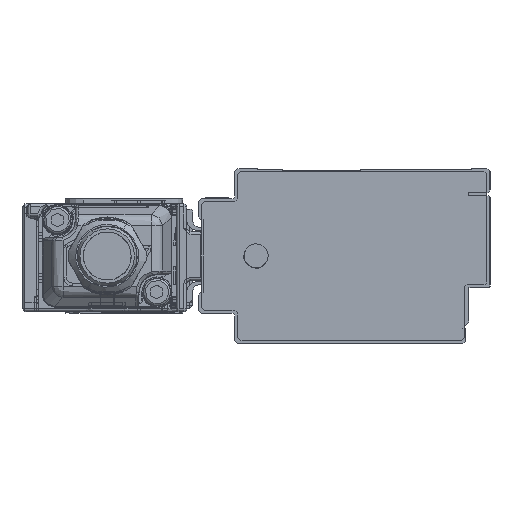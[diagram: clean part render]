
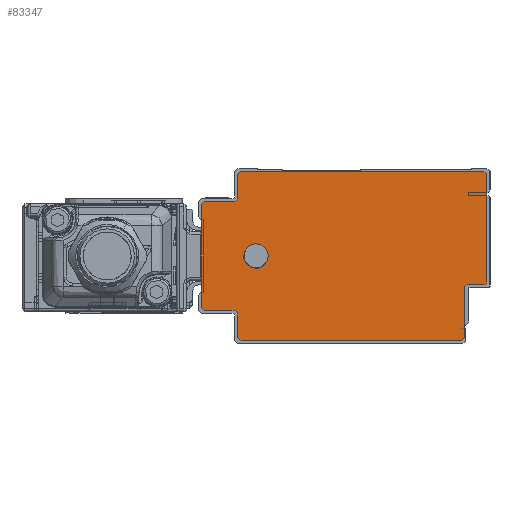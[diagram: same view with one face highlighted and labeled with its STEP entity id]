
A CAD part, left-side view. The second image highlights one B-rep face of the part: STEP entity #83347.
In plain terms, the highlighted planar face has unit normal (-1, 0, 0).
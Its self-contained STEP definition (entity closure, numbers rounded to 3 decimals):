
#80619=AXIS2_PLACEMENT_3D('Circle Axis2P3D',#80617,#80618,$) ;
#80657=AXIS2_PLACEMENT_3D('Circle Axis2P3D',#80655,#80656,$) ;
#80695=AXIS2_PLACEMENT_3D('Circle Axis2P3D',#80693,#80694,$) ;
#80733=AXIS2_PLACEMENT_3D('Circle Axis2P3D',#80731,#80732,$) ;
#83230=AXIS2_PLACEMENT_3D('Plane Axis2P3D',#83227,#83228,#83229) ;
#83234=AXIS2_PLACEMENT_3D('Circle Axis2P3D',#83232,#83233,$) ;
#83248=AXIS2_PLACEMENT_3D('Circle Axis2P3D',#83246,#83247,$) ;
#83262=AXIS2_PLACEMENT_3D('Circle Axis2P3D',#83260,#83261,$) ;
#83276=AXIS2_PLACEMENT_3D('Circle Axis2P3D',#83274,#83275,$) ;
#83290=AXIS2_PLACEMENT_3D('Circle Axis2P3D',#83288,#83289,$) ;
#83304=AXIS2_PLACEMENT_3D('Circle Axis2P3D',#83302,#83303,$) ;
#83331=AXIS2_PLACEMENT_3D('Circle Axis2P3D',#83329,#83330,$) ;
#83340=AXIS2_PLACEMENT_3D('Circle Axis2P3D',#83338,#83339,$) ;
#80575=CARTESIAN_POINT('Line Origine',(-3175.5,44.,14.5)) ;
#80579=CARTESIAN_POINT('Vertex',(-3175.5,44.,6.)) ;
#80581=CARTESIAN_POINT('Vertex',(-3175.5,44.,23.)) ;
#80617=CARTESIAN_POINT('Axis2P3D Location',(-3175.5,43.5,23.)) ;
#80621=CARTESIAN_POINT('Vertex',(-3175.5,43.5,23.5)) ;
#80636=CARTESIAN_POINT('Line Origine',(-3175.5,41.25,23.5)) ;
#80640=CARTESIAN_POINT('Vertex',(-3175.5,39.,23.5)) ;
#80655=CARTESIAN_POINT('Axis2P3D Location',(-3175.5,39.,24.5)) ;
#80659=CARTESIAN_POINT('Vertex',(-3175.5,38.,24.5)) ;
#80674=CARTESIAN_POINT('Line Origine',(-3175.5,38.,26.25)) ;
#80678=CARTESIAN_POINT('Vertex',(-3175.5,38.,28.)) ;
#80693=CARTESIAN_POINT('Axis2P3D Location',(-3175.5,37.5,28.)) ;
#80697=CARTESIAN_POINT('Vertex',(-3175.5,37.5,28.5)) ;
#80712=CARTESIAN_POINT('Line Origine',(-3175.5,17.25,28.5)) ;
#80716=CARTESIAN_POINT('Vertex',(-3175.5,-3.,28.5)) ;
#80731=CARTESIAN_POINT('Axis2P3D Location',(-3175.5,-3.,28.)) ;
#80735=CARTESIAN_POINT('Vertex',(-3175.5,-3.5,28.)) ;
#80750=CARTESIAN_POINT('Line Origine',(-3175.5,-3.5,19.1)) ;
#80754=CARTESIAN_POINT('Vertex',(-3175.5,-3.5,10.2)) ;
#83227=CARTESIAN_POINT('Axis2P3D Location',(-3175.5,0.,0.)) ;
#83232=CARTESIAN_POINT('Axis2P3D Location',(-3175.5,43.5,6.)) ;
#83236=CARTESIAN_POINT('Vertex',(-3175.5,43.5,5.5)) ;
#83239=CARTESIAN_POINT('Line Origine',(-3175.5,41.25,5.5)) ;
#83243=CARTESIAN_POINT('Vertex',(-3175.5,39.,5.5)) ;
#83246=CARTESIAN_POINT('Axis2P3D Location',(-3175.5,39.,4.5)) ;
#83250=CARTESIAN_POINT('Vertex',(-3175.5,38.,4.5)) ;
#83253=CARTESIAN_POINT('Line Origine',(-3175.5,38.,2.75)) ;
#83257=CARTESIAN_POINT('Vertex',(-3175.5,38.,1.)) ;
#83260=CARTESIAN_POINT('Axis2P3D Location',(-3175.5,37.5,1.)) ;
#83264=CARTESIAN_POINT('Vertex',(-3175.5,37.5,0.5)) ;
#83267=CARTESIAN_POINT('Line Origine',(-3175.5,19.15,0.5)) ;
#83271=CARTESIAN_POINT('Vertex',(-3175.5,0.8,0.5)) ;
#83274=CARTESIAN_POINT('Axis2P3D Location',(-3175.5,0.8,1.)) ;
#83278=CARTESIAN_POINT('Vertex',(-3175.5,0.3,1.)) ;
#83281=CARTESIAN_POINT('Line Origine',(-3175.5,0.3,5.1)) ;
#83285=CARTESIAN_POINT('Vertex',(-3175.5,0.3,9.2)) ;
#83288=CARTESIAN_POINT('Axis2P3D Location',(-3175.5,-0.2,9.2)) ;
#83292=CARTESIAN_POINT('Vertex',(-3175.5,-0.2,9.7)) ;
#83295=CARTESIAN_POINT('Line Origine',(-3175.5,-1.6,9.7)) ;
#83299=CARTESIAN_POINT('Vertex',(-3175.5,-3.,9.7)) ;
#83302=CARTESIAN_POINT('Axis2P3D Location',(-3175.5,-3.,10.2)) ;
#83329=CARTESIAN_POINT('Axis2P3D Location',(-3175.5,35.,14.5)) ;
#83333=CARTESIAN_POINT('Vertex',(-3175.5,33.186,13.509)) ;
#83335=CARTESIAN_POINT('Vertex',(-3175.5,36.814,15.491)) ;
#83338=CARTESIAN_POINT('Axis2P3D Location',(-3175.5,35.,14.5)) ;
#80576=DIRECTION('Vector Direction',(0.,0.,1.)) ;
#80618=DIRECTION('Axis2P3D Direction',(1.,0.,0.)) ;
#80637=DIRECTION('Vector Direction',(0.,1.,0.)) ;
#80656=DIRECTION('Axis2P3D Direction',(1.,0.,0.)) ;
#80675=DIRECTION('Vector Direction',(0.,0.,1.)) ;
#80694=DIRECTION('Axis2P3D Direction',(1.,0.,0.)) ;
#80713=DIRECTION('Vector Direction',(0.,1.,0.)) ;
#80732=DIRECTION('Axis2P3D Direction',(1.,0.,-0.)) ;
#80751=DIRECTION('Vector Direction',(0.,0.,-1.)) ;
#83228=DIRECTION('Axis2P3D Direction',(1.,0.,0.)) ;
#83229=DIRECTION('Axis2P3D XDirection',(0.,1.,0.)) ;
#83233=DIRECTION('Axis2P3D Direction',(1.,0.,0.)) ;
#83240=DIRECTION('Vector Direction',(0.,-1.,0.)) ;
#83247=DIRECTION('Axis2P3D Direction',(1.,0.,0.)) ;
#83254=DIRECTION('Vector Direction',(0.,0.,1.)) ;
#83261=DIRECTION('Axis2P3D Direction',(1.,0.,0.)) ;
#83268=DIRECTION('Vector Direction',(0.,-1.,0.)) ;
#83275=DIRECTION('Axis2P3D Direction',(1.,0.,0.)) ;
#83282=DIRECTION('Vector Direction',(0.,0.,-1.)) ;
#83289=DIRECTION('Axis2P3D Direction',(1.,0.,0.)) ;
#83296=DIRECTION('Vector Direction',(0.,1.,0.)) ;
#83303=DIRECTION('Axis2P3D Direction',(1.,0.,0.)) ;
#83330=DIRECTION('Axis2P3D Direction',(1.,0.,0.)) ;
#83339=DIRECTION('Axis2P3D Direction',(1.,0.,0.)) ;
#80577=VECTOR('Line Direction',#80576,1.) ;
#80638=VECTOR('Line Direction',#80637,1.) ;
#80676=VECTOR('Line Direction',#80675,1.) ;
#80714=VECTOR('Line Direction',#80713,1.) ;
#80752=VECTOR('Line Direction',#80751,1.) ;
#83241=VECTOR('Line Direction',#83240,1.) ;
#83255=VECTOR('Line Direction',#83254,1.) ;
#83269=VECTOR('Line Direction',#83268,1.) ;
#83283=VECTOR('Line Direction',#83282,1.) ;
#83297=VECTOR('Line Direction',#83296,1.) ;
#83308=ORIENTED_EDGE('',*,*,#80718,.F.) ;
#83309=ORIENTED_EDGE('',*,*,#80699,.F.) ;
#83310=ORIENTED_EDGE('',*,*,#80680,.F.) ;
#83311=ORIENTED_EDGE('',*,*,#80661,.F.) ;
#83312=ORIENTED_EDGE('',*,*,#80642,.F.) ;
#83313=ORIENTED_EDGE('',*,*,#80623,.F.) ;
#83314=ORIENTED_EDGE('',*,*,#80583,.F.) ;
#83315=ORIENTED_EDGE('',*,*,#83238,.F.) ;
#83316=ORIENTED_EDGE('',*,*,#83245,.F.) ;
#83317=ORIENTED_EDGE('',*,*,#83252,.F.) ;
#83318=ORIENTED_EDGE('',*,*,#83259,.F.) ;
#83319=ORIENTED_EDGE('',*,*,#83266,.F.) ;
#83320=ORIENTED_EDGE('',*,*,#83273,.F.) ;
#83321=ORIENTED_EDGE('',*,*,#83280,.F.) ;
#83322=ORIENTED_EDGE('',*,*,#83287,.F.) ;
#83323=ORIENTED_EDGE('',*,*,#83294,.F.) ;
#83324=ORIENTED_EDGE('',*,*,#83301,.F.) ;
#83325=ORIENTED_EDGE('',*,*,#83306,.F.) ;
#83326=ORIENTED_EDGE('',*,*,#80756,.F.) ;
#83327=ORIENTED_EDGE('',*,*,#80737,.F.) ;
#83344=ORIENTED_EDGE('',*,*,#83337,.T.) ;
#83345=ORIENTED_EDGE('',*,*,#83342,.T.) ;
#83346=FACE_BOUND('',#83343,.T.) ;
#83347=ADVANCED_FACE('\X2\FF8EFF9EFF83FF9EFF68FF70\X0\.2',(#83328,#83346),#83231,.F.) ;
#80620=CIRCLE('generated circle',#80619,0.5) ;
#80658=CIRCLE('generated circle',#80657,1.) ;
#80696=CIRCLE('generated circle',#80695,0.5) ;
#80734=CIRCLE('generated circle',#80733,0.5) ;
#83235=CIRCLE('generated circle',#83234,0.5) ;
#83249=CIRCLE('generated circle',#83248,1.) ;
#83263=CIRCLE('generated circle',#83262,0.5) ;
#83277=CIRCLE('generated circle',#83276,0.5) ;
#83291=CIRCLE('generated circle',#83290,0.5) ;
#83305=CIRCLE('generated circle',#83304,0.5) ;
#83332=CIRCLE('generated circle',#83331,2.067) ;
#83341=CIRCLE('generated circle',#83340,2.067) ;
#80583=EDGE_CURVE('',#80580,#80582,#80578,.T.) ;
#80623=EDGE_CURVE('',#80582,#80622,#80620,.T.) ;
#80642=EDGE_CURVE('',#80622,#80641,#80639,.F.) ;
#80661=EDGE_CURVE('',#80641,#80660,#80658,.F.) ;
#80680=EDGE_CURVE('',#80660,#80679,#80677,.T.) ;
#80699=EDGE_CURVE('',#80679,#80698,#80696,.T.) ;
#80718=EDGE_CURVE('',#80698,#80717,#80715,.F.) ;
#80737=EDGE_CURVE('',#80717,#80736,#80734,.T.) ;
#80756=EDGE_CURVE('',#80736,#80755,#80753,.T.) ;
#83238=EDGE_CURVE('',#83237,#80580,#83235,.T.) ;
#83245=EDGE_CURVE('',#83244,#83237,#83242,.F.) ;
#83252=EDGE_CURVE('',#83251,#83244,#83249,.F.) ;
#83259=EDGE_CURVE('',#83258,#83251,#83256,.T.) ;
#83266=EDGE_CURVE('',#83265,#83258,#83263,.T.) ;
#83273=EDGE_CURVE('',#83272,#83265,#83270,.F.) ;
#83280=EDGE_CURVE('',#83279,#83272,#83277,.T.) ;
#83287=EDGE_CURVE('',#83286,#83279,#83284,.T.) ;
#83294=EDGE_CURVE('',#83293,#83286,#83291,.F.) ;
#83301=EDGE_CURVE('',#83300,#83293,#83298,.T.) ;
#83306=EDGE_CURVE('',#80755,#83300,#83305,.T.) ;
#83337=EDGE_CURVE('',#83334,#83336,#83332,.T.) ;
#83342=EDGE_CURVE('',#83336,#83334,#83341,.T.) ;
#83307=EDGE_LOOP('',(#83308,#83309,#83310,#83311,#83312,#83313,#83314,#83315,#83316,#83317,#83318,#83319,#83320,#83321,#83322,#83323,#83324,#83325,#83326,#83327)) ;
#83343=EDGE_LOOP('',(#83344,#83345)) ;
#83328=FACE_OUTER_BOUND('',#83307,.T.) ;
#80578=LINE('Line',#80575,#80577) ;
#80639=LINE('Line',#80636,#80638) ;
#80677=LINE('Line',#80674,#80676) ;
#80715=LINE('Line',#80712,#80714) ;
#80753=LINE('Line',#80750,#80752) ;
#83242=LINE('Line',#83239,#83241) ;
#83256=LINE('Line',#83253,#83255) ;
#83270=LINE('Line',#83267,#83269) ;
#83284=LINE('Line',#83281,#83283) ;
#83298=LINE('Line',#83295,#83297) ;
#83231=PLANE('Plane',#83230) ;
#80580=VERTEX_POINT('',#80579) ;
#80582=VERTEX_POINT('',#80581) ;
#80622=VERTEX_POINT('',#80621) ;
#80641=VERTEX_POINT('',#80640) ;
#80660=VERTEX_POINT('',#80659) ;
#80679=VERTEX_POINT('',#80678) ;
#80698=VERTEX_POINT('',#80697) ;
#80717=VERTEX_POINT('',#80716) ;
#80736=VERTEX_POINT('',#80735) ;
#80755=VERTEX_POINT('',#80754) ;
#83237=VERTEX_POINT('',#83236) ;
#83244=VERTEX_POINT('',#83243) ;
#83251=VERTEX_POINT('',#83250) ;
#83258=VERTEX_POINT('',#83257) ;
#83265=VERTEX_POINT('',#83264) ;
#83272=VERTEX_POINT('',#83271) ;
#83279=VERTEX_POINT('',#83278) ;
#83286=VERTEX_POINT('',#83285) ;
#83293=VERTEX_POINT('',#83292) ;
#83300=VERTEX_POINT('',#83299) ;
#83334=VERTEX_POINT('',#83333) ;
#83336=VERTEX_POINT('',#83335) ;
